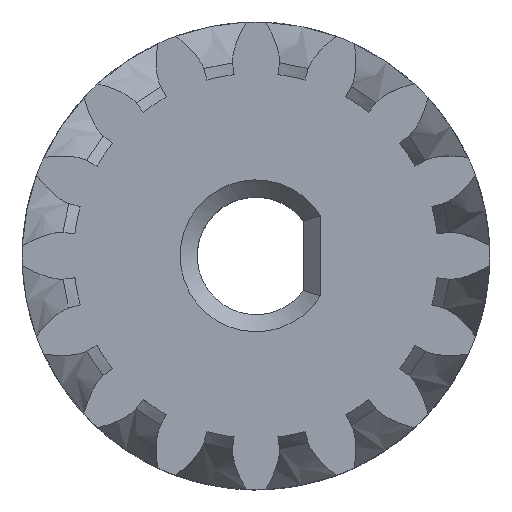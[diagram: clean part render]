
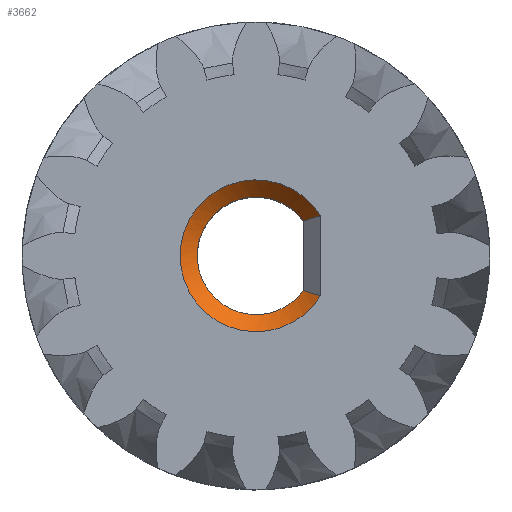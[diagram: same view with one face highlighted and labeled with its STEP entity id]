
A CAD part, top view. The second image highlights one B-rep face of the part: STEP entity #3662.
In plain terms, the highlighted conical face has half-angle 45 degrees and reference radius 2.95 mm.
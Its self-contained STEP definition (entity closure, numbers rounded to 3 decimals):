
#542=CIRCLE('',#3870,2.575);
#543=CIRCLE('',#3871,3.325);
#610=CONICAL_SURFACE('',#3869,2.95,0.785);
#714=FACE_OUTER_BOUND('',#920,.T.);
#920=EDGE_LOOP('',(#2959,#2960,#2961,#2962));
#1057=B_SPLINE_CURVE_WITH_KNOTS('',3,(#10781,#10782,#10783,#10784),
 .UNSPECIFIED.,.F.,.F.,(4,4),(-0.108,0.),.UNSPECIFIED.);
#1058=B_SPLINE_CURVE_WITH_KNOTS('',3,(#10787,#10788,#10789,#10790),
 .UNSPECIFIED.,.F.,.F.,(4,4),(-0.108,0.),.UNSPECIFIED.);
#1565=VERTEX_POINT('',#10777);
#1566=VERTEX_POINT('',#10778);
#1567=VERTEX_POINT('',#10780);
#1568=VERTEX_POINT('',#10785);
#2062=EDGE_CURVE('',#1566,#1567,#1057,.T.);
#2064=EDGE_CURVE('',#1568,#1565,#1058,.T.);
#2065=EDGE_CURVE('',#1568,#1567,#542,.T.);
#2066=EDGE_CURVE('',#1566,#1565,#543,.T.);
#2959=ORIENTED_EDGE('',*,*,#2065,.T.);
#2960=ORIENTED_EDGE('',*,*,#2062,.F.);
#2961=ORIENTED_EDGE('',*,*,#2066,.T.);
#2962=ORIENTED_EDGE('',*,*,#2064,.F.);
#3662=ADVANCED_FACE('',(#714),#610,.F.);
#3869=AXIS2_PLACEMENT_3D('',#10791,#4213,#4214);
#3870=AXIS2_PLACEMENT_3D('',#10792,#4215,#4216);
#3871=AXIS2_PLACEMENT_3D('',#10793,#4217,#4218);
#4213=DIRECTION('center_axis',(0.,0.,1.));
#4214=DIRECTION('ref_axis',(-1.,0.,0.));
#4215=DIRECTION('center_axis',(0.,0.,-1.));
#4216=DIRECTION('ref_axis',(-0.806,-0.592,0.));
#4217=DIRECTION('center_axis',(0.,0.,1.));
#4218=DIRECTION('ref_axis',(-0.806,-0.592,0.));
#10777=CARTESIAN_POINT('',(2.825,-1.754,10.));
#10778=CARTESIAN_POINT('',(2.825,1.754,10.));
#10780=CARTESIAN_POINT('',(2.075,1.525,9.25));
#10781=CARTESIAN_POINT('Ctrl Pts',(2.825,1.754,10.));
#10782=CARTESIAN_POINT('Ctrl Pts',(2.576,1.682,9.751));
#10783=CARTESIAN_POINT('Ctrl Pts',(2.323,1.606,9.498));
#10784=CARTESIAN_POINT('Ctrl Pts',(2.075,1.525,9.25));
#10785=CARTESIAN_POINT('',(2.075,-1.525,9.25));
#10787=CARTESIAN_POINT('Ctrl Pts',(2.075,-1.525,9.25));
#10788=CARTESIAN_POINT('Ctrl Pts',(2.323,-1.606,9.498));
#10789=CARTESIAN_POINT('Ctrl Pts',(2.576,-1.682,9.751));
#10790=CARTESIAN_POINT('Ctrl Pts',(2.825,-1.754,10.));
#10791=CARTESIAN_POINT('Origin',(0.,0.,9.625));
#10792=CARTESIAN_POINT('Origin',(0.,0.,9.25));
#10793=CARTESIAN_POINT('Origin',(0.,0.,10.));
